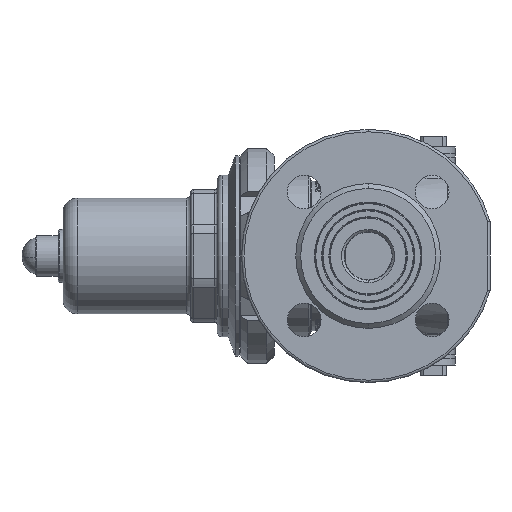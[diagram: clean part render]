
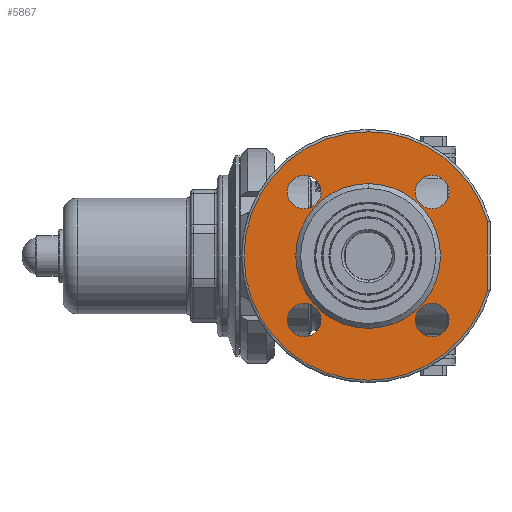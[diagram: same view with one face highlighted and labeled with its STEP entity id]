
A CAD part, left-side view. The second image highlights one B-rep face of the part: STEP entity #5867.
In plain terms, the highlighted planar face has unit normal (-1, 0, 0).
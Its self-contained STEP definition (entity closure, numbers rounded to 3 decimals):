
#3400 = EDGE_CURVE ( 'NONE', #4440, #4443, #29991, .T. ) ;
#3431 = VERTEX_POINT ( 'NONE', #29971 ) ;
#4440 = VERTEX_POINT ( 'NONE', #30513 ) ;
#4443 = VERTEX_POINT ( 'NONE', #30508 ) ;
#5580 = ORIENTED_EDGE ( 'NONE', *, *, #19680, .T. ) ;
#5581 = EDGE_LOOP ( 'NONE', ( #7475, #28567 ) ) ;
#5596 = ORIENTED_EDGE ( 'NONE', *, *, #23252, .T. ) ;
#5601 = EDGE_LOOP ( 'NONE', ( #19627, #5724, #19712, #5580 ) ) ;
#5603 = ORIENTED_EDGE ( 'NONE', *, *, #6060, .F. ) ;
#5616 = ORIENTED_EDGE ( 'NONE', *, *, #23936, .T. ) ;
#5619 = EDGE_LOOP ( 'NONE', ( #5616, #5875 ) ) ;
#5629 = ORIENTED_EDGE ( 'NONE', *, *, #6088, .T. ) ;
#5713 = ORIENTED_EDGE ( 'NONE', *, *, #23706, .T. ) ;
#5722 = EDGE_LOOP ( 'NONE', ( #5603, #19703 ) ) ;
#5724 = ORIENTED_EDGE ( 'NONE', *, *, #3400, .T. ) ;
#5812 = EDGE_LOOP ( 'NONE', ( #5596, #5851 ) ) ;
#5851 = ORIENTED_EDGE ( 'NONE', *, *, #5852, .T. ) ;
#5852 = EDGE_CURVE ( 'NONE', #22732, #22766, #34062, .T. ) ;
#5867 = ADVANCED_FACE ( 'NONE', ( #34344, #34313, #34390, #34309, #34231, #34316 ), #34318, .F. ) ;
#5869 = EDGE_LOOP ( 'NONE', ( #5713, #5629 ) ) ;
#5875 = ORIENTED_EDGE ( 'NONE', *, *, #19476, .T. ) ;
#6060 = EDGE_CURVE ( 'NONE', #8594, #8575, #35204, .T. ) ;
#6086 = VERTEX_POINT ( 'NONE', #35462 ) ;
#6088 = EDGE_CURVE ( 'NONE', #23214, #23436, #35489, .T. ) ;
#7475 = ORIENTED_EDGE ( 'NONE', *, *, #23457, .T. ) ;
#8575 = VERTEX_POINT ( 'NONE', #11425 ) ;
#8594 = VERTEX_POINT ( 'NONE', #11597 ) ;
#8782 = EDGE_CURVE ( 'NONE', #8575, #8594, #12259, .T. ) ;
#9359 = EDGE_CURVE ( 'NONE', #3431, #4440, #15475, .T. ) ;
#11425 = CARTESIAN_POINT ( 'NONE',  ( -73., 0., 30. ) ) ;
#11597 = CARTESIAN_POINT ( 'NONE',  ( -73., 0., -30. ) ) ;
#12249 = DIRECTION ( 'NONE',  ( 0., 0., 1. ) ) ;
#12250 = DIRECTION ( 'NONE',  ( -1., 0., 0. ) ) ;
#12251 = CARTESIAN_POINT ( 'NONE',  ( -73., 0., 0. ) ) ;
#12252 = AXIS2_PLACEMENT_3D ( 'NONE', #12251, #12250, #12249 ) ;
#12259 = CIRCLE ( 'NONE', #12252, 30. ) ;
#15467 = DIRECTION ( 'NONE',  ( 0., 0., 1. ) ) ;
#15468 = DIRECTION ( 'NONE',  ( -1., 0., 0. ) ) ;
#15469 = CARTESIAN_POINT ( 'NONE',  ( -73., 0., 0. ) ) ;
#15470 = AXIS2_PLACEMENT_3D ( 'NONE', #15469, #15468, #15467 ) ;
#15475 = CIRCLE ( 'NONE', #15470, 51.5 ) ;
#19476 = EDGE_CURVE ( 'NONE', #23014, #23946, #23328, .T. ) ;
#19613 = EDGE_CURVE ( 'NONE', #23251, #23015, #23797, .T. ) ;
#19627 = ORIENTED_EDGE ( 'NONE', *, *, #9359, .T. ) ;
#19680 = EDGE_CURVE ( 'NONE', #6086, #3431, #23969, .T. ) ;
#19699 = EDGE_CURVE ( 'NONE', #4443, #6086, #24118, .T. ) ;
#19703 = ORIENTED_EDGE ( 'NONE', *, *, #8782, .F. ) ;
#19712 = ORIENTED_EDGE ( 'NONE', *, *, #19699, .T. ) ;
#22732 = VERTEX_POINT ( 'NONE', #27707 ) ;
#22766 = VERTEX_POINT ( 'NONE', #27726 ) ;
#23014 = VERTEX_POINT ( 'NONE', #27902 ) ;
#23015 = VERTEX_POINT ( 'NONE', #27874 ) ;
#23214 = VERTEX_POINT ( 'NONE', #28065 ) ;
#23251 = VERTEX_POINT ( 'NONE', #28039 ) ;
#23252 = EDGE_CURVE ( 'NONE', #22766, #22732, #28043, .T. ) ;
#23323 = DIRECTION ( 'NONE',  ( 0., 0., -1. ) ) ;
#23324 = DIRECTION ( 'NONE',  ( 1., 0., 0. ) ) ;
#23327 = CARTESIAN_POINT ( 'NONE',  ( -73., 26.517, 26.517 ) ) ;
#23328 = CIRCLE ( 'NONE', #23337, 7. ) ;
#23337 = AXIS2_PLACEMENT_3D ( 'NONE', #23327, #23324, #23323 ) ;
#23436 = VERTEX_POINT ( 'NONE', #28296 ) ;
#23457 = EDGE_CURVE ( 'NONE', #23015, #23251, #28325, .T. ) ;
#23706 = EDGE_CURVE ( 'NONE', #23436, #23214, #28472, .T. ) ;
#23797 = CIRCLE ( 'NONE', #23847, 7. ) ;
#23818 = DIRECTION ( 'NONE',  ( 0., 0., -1. ) ) ;
#23840 = CARTESIAN_POINT ( 'NONE',  ( -73., -26.517, -26.517 ) ) ;
#23844 = DIRECTION ( 'NONE',  ( 1., 0., 0. ) ) ;
#23847 = AXIS2_PLACEMENT_3D ( 'NONE', #23840, #23844, #23818 ) ;
#23936 = EDGE_CURVE ( 'NONE', #23946, #23014, #28712, .T. ) ;
#23946 = VERTEX_POINT ( 'NONE', #28684 ) ;
#23968 = CARTESIAN_POINT ( 'NONE',  ( -73., -49.5, 0. ) ) ;
#23969 = LINE ( 'NONE', #23968, #24097 ) ;
#24060 = CARTESIAN_POINT ( 'NONE',  ( -73., 0., 0. ) ) ;
#24096 = DIRECTION ( 'NONE',  ( 0., 0., 1. ) ) ;
#24097 = VECTOR ( 'NONE', #24096, 1000. ) ;
#24118 = CIRCLE ( 'NONE', #24119, 51.5 ) ;
#24119 = AXIS2_PLACEMENT_3D ( 'NONE', #24060, #24206, #24205 ) ;
#24205 = DIRECTION ( 'NONE',  ( 0., 0., 1. ) ) ;
#24206 = DIRECTION ( 'NONE',  ( -1., 0., 0. ) ) ;
#27707 = CARTESIAN_POINT ( 'NONE',  ( -73., 26.517, -33.517 ) ) ;
#27726 = CARTESIAN_POINT ( 'NONE',  ( -73., 26.517, -19.517 ) ) ;
#27874 = CARTESIAN_POINT ( 'NONE',  ( -73., -26.517, -19.517 ) ) ;
#27902 = CARTESIAN_POINT ( 'NONE',  ( -73., 26.517, 19.517 ) ) ;
#28022 = DIRECTION ( 'NONE',  ( 0., 0., -1. ) ) ;
#28023 = DIRECTION ( 'NONE',  ( 1., 0., 0. ) ) ;
#28024 = CARTESIAN_POINT ( 'NONE',  ( -73., 26.517, -26.517 ) ) ;
#28039 = CARTESIAN_POINT ( 'NONE',  ( -73., -26.517, -33.517 ) ) ;
#28043 = CIRCLE ( 'NONE', #28052, 7. ) ;
#28052 = AXIS2_PLACEMENT_3D ( 'NONE', #28024, #28023, #28022 ) ;
#28065 = CARTESIAN_POINT ( 'NONE',  ( -73., -26.517, 19.517 ) ) ;
#28296 = CARTESIAN_POINT ( 'NONE',  ( -73., -26.517, 33.517 ) ) ;
#28325 = CIRCLE ( 'NONE', #28434, 7. ) ;
#28372 = CARTESIAN_POINT ( 'NONE',  ( -73., -26.517, 26.517 ) ) ;
#28413 = DIRECTION ( 'NONE',  ( 0., 0., -1. ) ) ;
#28414 = DIRECTION ( 'NONE',  ( 1., 0., 0. ) ) ;
#28416 = CARTESIAN_POINT ( 'NONE',  ( -73., -26.517, -26.517 ) ) ;
#28434 = AXIS2_PLACEMENT_3D ( 'NONE', #28416, #28414, #28413 ) ;
#28472 = CIRCLE ( 'NONE', #28555, 7. ) ;
#28552 = DIRECTION ( 'NONE',  ( 0., 0., -1. ) ) ;
#28553 = DIRECTION ( 'NONE',  ( 1., 0., 0. ) ) ;
#28555 = AXIS2_PLACEMENT_3D ( 'NONE', #28372, #28553, #28552 ) ;
#28567 = ORIENTED_EDGE ( 'NONE', *, *, #19613, .T. ) ;
#28682 = DIRECTION ( 'NONE',  ( 0., 0., -1. ) ) ;
#28684 = CARTESIAN_POINT ( 'NONE',  ( -73., 26.517, 33.517 ) ) ;
#28706 = CARTESIAN_POINT ( 'NONE',  ( -73., 26.517, 26.517 ) ) ;
#28712 = CIRCLE ( 'NONE', #28755, 7. ) ;
#28725 = DIRECTION ( 'NONE',  ( 1., 0., 0. ) ) ;
#28755 = AXIS2_PLACEMENT_3D ( 'NONE', #28706, #28725, #28682 ) ;
#29900 = AXIS2_PLACEMENT_3D ( 'NONE', #29966, #29964, #29939 ) ;
#29939 = DIRECTION ( 'NONE',  ( 0., 0., 1. ) ) ;
#29964 = DIRECTION ( 'NONE',  ( -1., 0., 0. ) ) ;
#29966 = CARTESIAN_POINT ( 'NONE',  ( -73., 0., 0. ) ) ;
#29971 = CARTESIAN_POINT ( 'NONE',  ( -73., -49.5, 14.213 ) ) ;
#29991 = CIRCLE ( 'NONE', #29900, 51.5 ) ;
#30508 = CARTESIAN_POINT ( 'NONE',  ( -73., 0., -51.5 ) ) ;
#30513 = CARTESIAN_POINT ( 'NONE',  ( -73., 0., 51.5 ) ) ;
#34062 = CIRCLE ( 'NONE', #34161, 7. ) ;
#34067 = CARTESIAN_POINT ( 'NONE',  ( -73., 26.517, -26.517 ) ) ;
#34156 = DIRECTION ( 'NONE',  ( 0., 0., -1. ) ) ;
#34157 = DIRECTION ( 'NONE',  ( 1., 0., 0. ) ) ;
#34161 = AXIS2_PLACEMENT_3D ( 'NONE', #34067, #34157, #34156 ) ;
#34231 = FACE_BOUND ( 'NONE', #5722, .T. ) ;
#34309 = FACE_BOUND ( 'NONE', #5619, .T. ) ;
#34313 = FACE_BOUND ( 'NONE', #5581, .T. ) ;
#34316 = FACE_OUTER_BOUND ( 'NONE', #5601, .T. ) ;
#34318 = PLANE ( 'NONE',  #34392 ) ;
#34344 = FACE_BOUND ( 'NONE', #5812, .T. ) ;
#34372 = DIRECTION ( 'NONE',  ( 1., 0., 0. ) ) ;
#34374 = CARTESIAN_POINT ( 'NONE',  ( -73., 30., 0. ) ) ;
#34390 = FACE_BOUND ( 'NONE', #5869, .T. ) ;
#34392 = AXIS2_PLACEMENT_3D ( 'NONE', #34374, #34372, #34502 ) ;
#34502 = DIRECTION ( 'NONE',  ( 0., 0., -1. ) ) ;
#35204 = CIRCLE ( 'NONE', #35278, 30. ) ;
#35274 = DIRECTION ( 'NONE',  ( 0., 0., 1. ) ) ;
#35276 = DIRECTION ( 'NONE',  ( -1., 0., 0. ) ) ;
#35277 = CARTESIAN_POINT ( 'NONE',  ( -73., 0., 0. ) ) ;
#35278 = AXIS2_PLACEMENT_3D ( 'NONE', #35277, #35276, #35274 ) ;
#35447 = DIRECTION ( 'NONE',  ( 0., 0., -1. ) ) ;
#35452 = CARTESIAN_POINT ( 'NONE',  ( -73., -26.517, 26.517 ) ) ;
#35462 = CARTESIAN_POINT ( 'NONE',  ( -73., -49.5, -14.213 ) ) ;
#35464 = AXIS2_PLACEMENT_3D ( 'NONE', #35452, #35486, #35447 ) ;
#35486 = DIRECTION ( 'NONE',  ( 1., 0., 0. ) ) ;
#35489 = CIRCLE ( 'NONE', #35464, 7. ) ;
